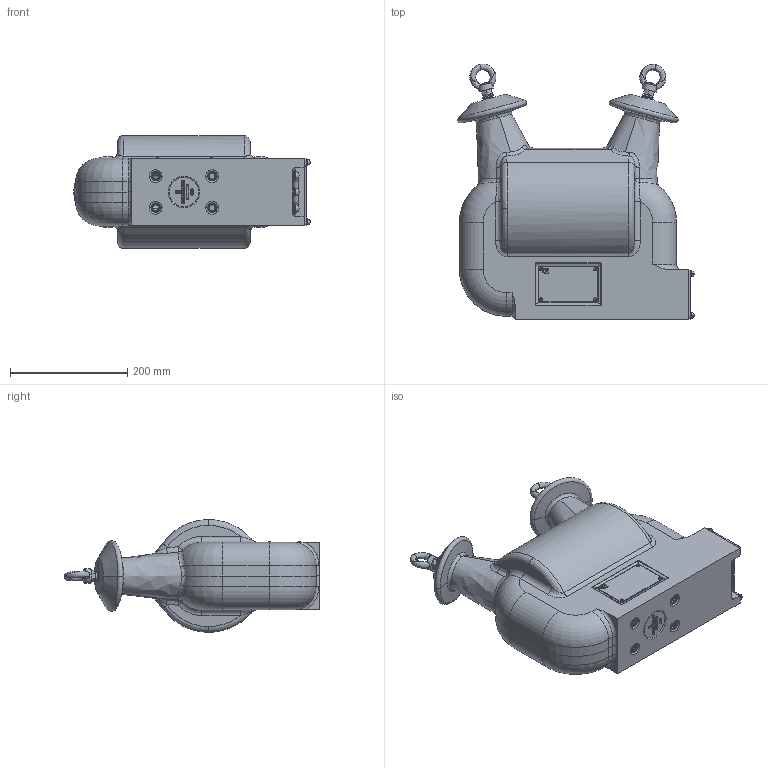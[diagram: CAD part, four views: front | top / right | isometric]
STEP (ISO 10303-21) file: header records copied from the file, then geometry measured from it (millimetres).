
FILE_DESCRIPTION (( 'STEP AP214' ), '1' );
FILE_NAME ('ﾎﾋ-2,5 (ﾌ).STEP', '2023-06-29T06:15:44', ( '' ), ( '' ), 'SwSTEP 2.0', 'SolidWorks 2010', '' );
FILE_SCHEMA (( 'AUTOMOTIVE_DESIGN' ));
Length unit declared in the file: millimetre
Products named in the file (1): ﾎﾋ-2,5 (ﾌ)
Bounding box: 402.71 x 435.83 x 192 mm (x, y, z)
Surface area: 442773.1 mm2 (no closed solid volume)
Topology: 0 solids, 51 shells, 477 faces, 1494 edges, 1032 vertices
Faces by surface type: plane 158, cylinder 118, cone 70, bspline 64, torus 43, sphere 24
Entity records: 29123 total; most frequent: CARTESIAN_POINT 10935, DIRECTION 2801, ORIENTED_EDGE 2433, EDGE_CURVE 1492, AXIS2_PLACEMENT_3D 1123, VERTEX_POINT 1032, CIRCLE 709, LINE 555
